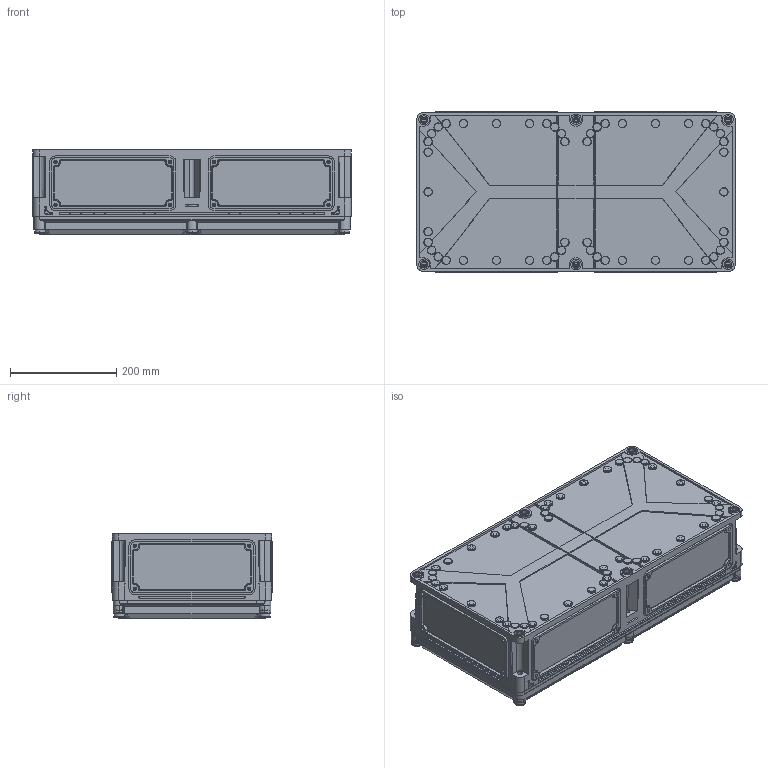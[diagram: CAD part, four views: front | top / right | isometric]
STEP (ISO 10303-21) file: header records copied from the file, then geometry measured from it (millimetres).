
FILE_DESCRIPTION (( 'STEP AP203' ), '1' );
FILE_NAME ('563310.STEP', '2015-02-20T14:24:57', ( '' ), ( '' ), 'SwSTEP 2.0', 'SolidWorks 2014', '' );
FILE_SCHEMA (( 'CONFIG_CONTROL_DESIGN' ));
Length unit declared in the file: millimetre
Products named in the file (6): 563210 ��������� 600�300_�� 㬮�砭��; êðûøêà RAM box H35 600_Šàëèª  600å300å35; Ïðîêëàäêà 600_600å300; ���� ��������� ������� ������_�� 㬮�砭��; �������� ��������� ��� ����  ��� ������ 500004_�� 㬮�砭��; 563310
Assembly tree (15 placements, depth 2):
  563310
    563210 ��������� 600�300_�� 㬮�砭��
    êðûøêà RAM box H35 600_Šàëèª  600å300å35
    Ïðîêëàäêà 600_600å300
    ���� ��������� ������� ������_�� 㬮�砭��  x6
    �������� ��������� ��� ����  ��� ������ 500004_�� 㬮�砭��  x6
Bounding box: 603 x 303 x 162 mm (x, y, z)
Volume: 2587171.1 mm3; surface area: 1490391.4 mm2
Topology: 15 solids, 15 shells, 3018 faces, 7570 edges, 4884 vertices
Faces by surface type: plane 1299, cylinder 1143, torus 236, cone 202, bspline 118, sphere 20
Entity records: 81285 total; most frequent: CARTESIAN_POINT 18596, DIRECTION 13465, ORIENTED_EDGE 12636, EDGE_CURVE 6318, AXIS2_PLACEMENT_3D 5132, VERTEX_POINT 4100, LINE 3201, VECTOR 3201
